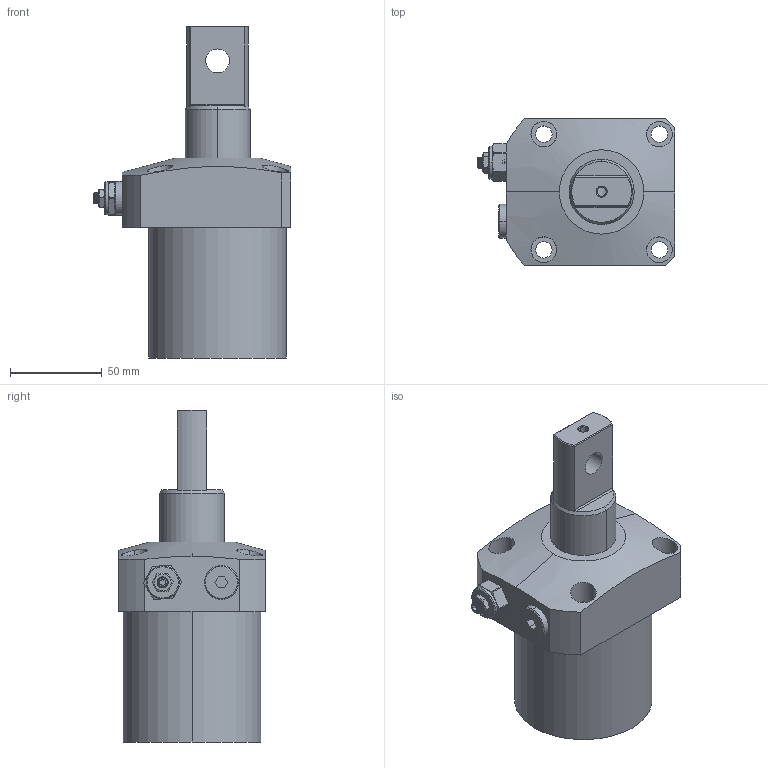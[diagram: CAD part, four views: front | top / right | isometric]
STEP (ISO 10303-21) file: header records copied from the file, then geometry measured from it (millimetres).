
FILE_DESCRIPTION (( 'STEP AP203' ), '1' );
FILE_NAME ('CHA-075Dx90C.STEP', '2019-12-07T00:25:28', ( '' ), ( '' ), 'SwSTEP 2.0', 'SolidWorks 2017', '' );
FILE_SCHEMA (( 'CONFIG_CONTROL_DESIGN' ));
Length unit declared in the file: millimetre
Products named in the file (10): hex thin nuts-grades ab-chamfered gb(GB_FASTENER_NUT_STNAB M6-S)_1; 20概郋_1; CHA-075Dx90C; CZL20覃厒概_1; CHA-075掛极; 20概极_1; 20粟銅蹟譫_1; CHA-075D(双臂）活塞杆_1; 20覃厒裝_1; G1-4黑芛_1
Assembly tree (9 placements, depth 3):
  CHA-075Dx90C
    CHA-075掛极
    G1-4黑芛_1
    CHA-075D(双臂）活塞杆_1
    CZL20覃厒概_1
      20概极_1
      20概郋_1
      20粟銅蹟譫_1
      20覃厒裝_1
      hex thin nuts-grades ab-chamfered gb(GB_FASTENER_NUT_STNAB M6-S)_1
Bounding box: 107.9 x 80 x 181 mm (x, y, z)
Volume: 527970.1 mm3; surface area: 85098.3 mm2
Topology: 9 solids, 9 shells, 507 faces, 1331 edges, 858 vertices
Faces by surface type: cylinder 204, plane 116, bspline 101, cone 78, torus 8
Entity records: 48735 total; most frequent: CARTESIAN_POINT 36688, ORIENTED_EDGE 2658, DIRECTION 1840, EDGE_CURVE 1329, VERTEX_POINT 858, AXIS2_PLACEMENT_3D 707, EDGE_LOOP 563, ADVANCED_FACE 507
